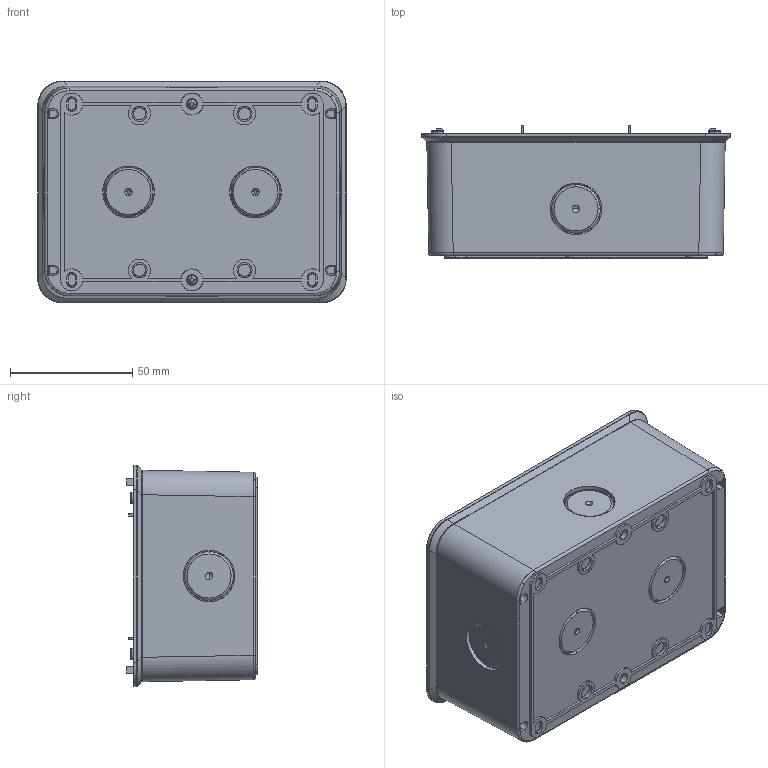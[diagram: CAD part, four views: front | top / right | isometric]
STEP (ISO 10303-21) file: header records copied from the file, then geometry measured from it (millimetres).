
FILE_DESCRIPTION (( 'STEP AP203' ), '1' );
FILE_NAME ('SCATOLA-07-2016_2.STEP', '2021-05-25T13:37:12', ( '' ), ( '' ), 'SwSTEP 2.0', 'SolidWorks 2020', '' );
FILE_SCHEMA (( 'CONFIG_CONTROL_DESIGN' ));
Length unit declared in the file: millimetre
Products named in the file (1): SCATOLA-07-2016_2
Bounding box: 126.3 x 54 x 90.7 mm (x, y, z)
Surface area: 78524.6 mm2 (no closed solid volume)
Topology: 0 solids, 542 shells, 629 faces, 2979 edges, 2895 vertices
Faces by surface type: plane 263, cylinder 206, cone 102, bspline 50, torus 8
Entity records: 52746 total; most frequent: CARTESIAN_POINT 31221, DIRECTION 3741, ORIENTED_EDGE 3082, EDGE_CURVE 2979, VERTEX_POINT 2895, VECTOR 1501, LINE 1501, AXIS2_PLACEMENT_3D 1120
